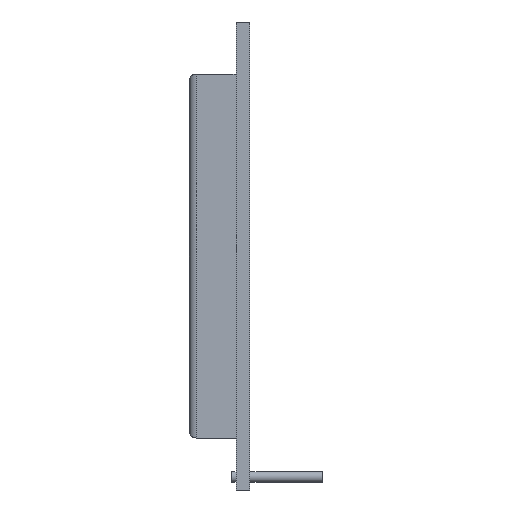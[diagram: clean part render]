
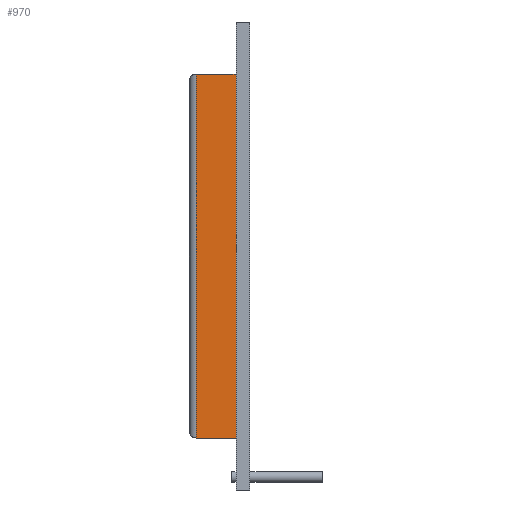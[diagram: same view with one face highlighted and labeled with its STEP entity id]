
A CAD part, left-side view. The second image highlights one B-rep face of the part: STEP entity #970.
In plain terms, the highlighted planar face has unit normal (-1, 0, 0).
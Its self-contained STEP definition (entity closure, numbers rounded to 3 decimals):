
#113 = VERTEX_POINT ( 'NONE', #1834 ) ;
#117 = VERTEX_POINT ( 'NONE', #1826 ) ;
#146 = EDGE_CURVE ( 'NONE', #113, #117, #1857, .T. ) ;
#910 = ORIENTED_EDGE ( 'NONE', *, *, #934, .F. ) ;
#912 = EDGE_LOOP ( 'NONE', ( #910, #972, #915, #971 ) ) ;
#915 = ORIENTED_EDGE ( 'NONE', *, *, #973, .T. ) ;
#934 = EDGE_CURVE ( 'NONE', #982, #117, #4038, .T. ) ;
#970 = ADVANCED_FACE ( 'NONE', ( #4160 ), #4195, .F. ) ;
#971 = ORIENTED_EDGE ( 'NONE', *, *, #146, .T. ) ;
#972 = ORIENTED_EDGE ( 'NONE', *, *, #985, .T. ) ;
#973 = EDGE_CURVE ( 'NONE', #983, #113, #4176, .T. ) ;
#982 = VERTEX_POINT ( 'NONE', #4201 ) ;
#983 = VERTEX_POINT ( 'NONE', #4215 ) ;
#985 = EDGE_CURVE ( 'NONE', #982, #983, #4249, .T. ) ;
#1826 = CARTESIAN_POINT ( 'NONE',  ( 1., 1.6, -6. ) ) ;
#1834 = CARTESIAN_POINT ( 'NONE',  ( 1., 1.6, -48. ) ) ;
#1848 = VECTOR ( 'NONE', #1912, 1000. ) ;
#1856 = CARTESIAN_POINT ( 'NONE',  ( 1., 1.6, -48. ) ) ;
#1857 = LINE ( 'NONE', #1856, #1848 ) ;
#1912 = DIRECTION ( 'NONE',  ( 0., 0., 1. ) ) ;
#4034 = DIRECTION ( 'NONE',  ( 0., -1., 0. ) ) ;
#4036 = VECTOR ( 'NONE', #4034, 1000. ) ;
#4037 = CARTESIAN_POINT ( 'NONE',  ( 1., 7., -6. ) ) ;
#4038 = LINE ( 'NONE', #4037, #4036 ) ;
#4133 = AXIS2_PLACEMENT_3D ( 'NONE', #4179, #4178, #4177 ) ;
#4160 = FACE_OUTER_BOUND ( 'NONE', #912, .T. ) ;
#4170 = DIRECTION ( 'NONE',  ( 0., -1., 0. ) ) ;
#4171 = VECTOR ( 'NONE', #4170, 1000. ) ;
#4175 = CARTESIAN_POINT ( 'NONE',  ( 1., 7., -48. ) ) ;
#4176 = LINE ( 'NONE', #4175, #4171 ) ;
#4177 = DIRECTION ( 'NONE',  ( 0., 0., -1. ) ) ;
#4178 = DIRECTION ( 'NONE',  ( 1., 0., 0. ) ) ;
#4179 = CARTESIAN_POINT ( 'NONE',  ( 1., 7., -48. ) ) ;
#4195 = PLANE ( 'NONE',  #4133 ) ;
#4201 = CARTESIAN_POINT ( 'NONE',  ( 1., 6.2, -6. ) ) ;
#4215 = CARTESIAN_POINT ( 'NONE',  ( 1., 6.2, -48. ) ) ;
#4246 = DIRECTION ( 'NONE',  ( 0., 0., -1. ) ) ;
#4247 = VECTOR ( 'NONE', #4246, 1000. ) ;
#4248 = CARTESIAN_POINT ( 'NONE',  ( 1., 6.2, -48. ) ) ;
#4249 = LINE ( 'NONE', #4248, #4247 ) ;
